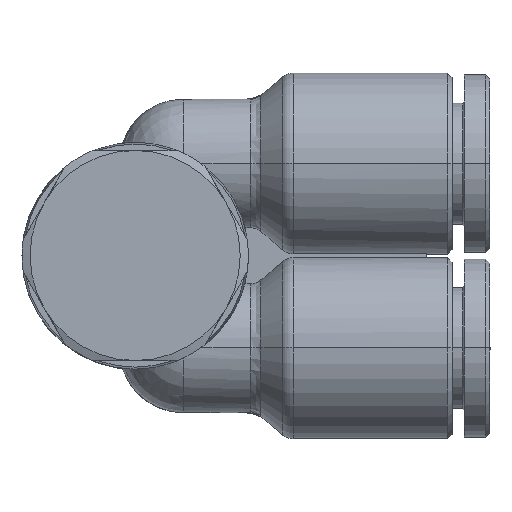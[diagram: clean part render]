
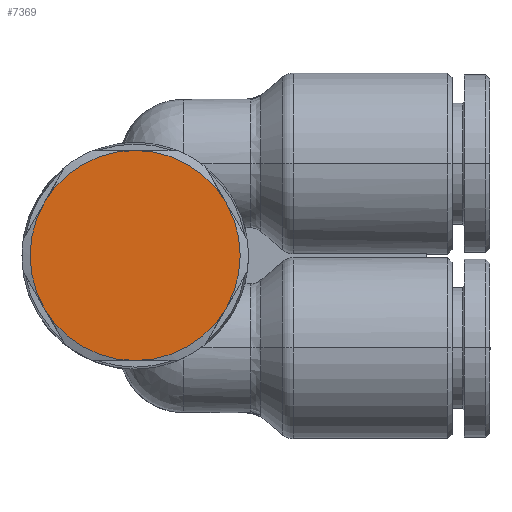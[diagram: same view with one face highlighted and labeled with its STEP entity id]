
A CAD part, top view. The second image highlights one B-rep face of the part: STEP entity #7369.
In plain terms, the highlighted planar face has unit normal (0, 0, 1).
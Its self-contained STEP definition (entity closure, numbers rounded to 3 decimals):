
#6746=CARTESIAN_POINT('',(-1.,12.2,9.75));
#6747=VERTEX_POINT('',#6746);
#6770=CARTESIAN_POINT('',(-6.629,8.95,9.75));
#6771=VERTEX_POINT('',#6770);
#6785=CARTESIAN_POINT('',(-1.,5.7,9.75));
#6786=DIRECTION('',(0.0,0.0,1.0));
#6787=DIRECTION('',(0.0,-1.0,0.0));
#6788=AXIS2_PLACEMENT_3D('',#6785,#6786,#6787);
#6789=CIRCLE('',#6788,6.5);
#6790=EDGE_CURVE('',#6747,#6771,#6789,.T.);
#6800=CARTESIAN_POINT('',(-6.629,2.45,9.75));
#6801=VERTEX_POINT('',#6800);
#6817=CARTESIAN_POINT('',(-1.,5.7,9.75));
#6818=DIRECTION('',(0.0,0.0,1.0));
#6819=DIRECTION('',(0.0,-1.0,0.0));
#6820=AXIS2_PLACEMENT_3D('',#6817,#6818,#6819);
#6821=CIRCLE('',#6820,6.5);
#6822=EDGE_CURVE('',#6771,#6801,#6821,.T.);
#6856=CARTESIAN_POINT('',(4.629,8.95,9.75));
#6857=VERTEX_POINT('',#6856);
#6893=CARTESIAN_POINT('',(-1.,5.7,9.75));
#6894=DIRECTION('',(0.0,0.0,1.0));
#6895=DIRECTION('',(0.0,-1.0,0.0));
#6896=AXIS2_PLACEMENT_3D('',#6893,#6894,#6895);
#6897=CIRCLE('',#6896,6.5);
#6898=EDGE_CURVE('',#6857,#6747,#6897,.T.);
#6910=CARTESIAN_POINT('',(4.629,2.45,9.75));
#6911=VERTEX_POINT('',#6910);
#6947=CARTESIAN_POINT('',(-1.,5.7,9.75));
#6948=DIRECTION('',(0.0,0.0,1.0));
#6949=DIRECTION('',(0.0,-1.0,0.0));
#6950=AXIS2_PLACEMENT_3D('',#6947,#6948,#6949);
#6951=CIRCLE('',#6950,6.5);
#6952=EDGE_CURVE('',#6911,#6857,#6951,.T.);
#6962=CARTESIAN_POINT('',(-1.,-0.8,9.75));
#6963=VERTEX_POINT('',#6962);
#6979=CARTESIAN_POINT('',(-1.,5.7,9.75));
#6980=DIRECTION('',(0.0,0.0,1.0));
#6981=DIRECTION('',(0.0,-1.0,0.0));
#6982=AXIS2_PLACEMENT_3D('',#6979,#6980,#6981);
#6983=CIRCLE('',#6982,6.5);
#6984=EDGE_CURVE('',#6801,#6963,#6983,.T.);
#7053=CARTESIAN_POINT('',(-1.,5.7,9.75));
#7054=DIRECTION('',(0.0,0.0,1.0));
#7055=DIRECTION('',(0.0,-1.0,0.0));
#7056=AXIS2_PLACEMENT_3D('',#7053,#7054,#7055);
#7057=CIRCLE('',#7056,6.5);
#7058=EDGE_CURVE('',#6963,#6911,#7057,.T.);
#7356=CARTESIAN_POINT('',(-1.,5.7,9.75));
#7357=DIRECTION('',(0.0,0.0,-1.0));
#7358=DIRECTION('',(0.0,1.0,0.0));
#7359=AXIS2_PLACEMENT_3D('',#7356,#7357,#7358);
#7360=PLANE('',#7359);
#7361=ORIENTED_EDGE('',*,*,#6822,.T.);
#7362=ORIENTED_EDGE('',*,*,#6984,.T.);
#7363=ORIENTED_EDGE('',*,*,#7058,.T.);
#7364=ORIENTED_EDGE('',*,*,#6952,.T.);
#7365=ORIENTED_EDGE('',*,*,#6898,.T.);
#7366=ORIENTED_EDGE('',*,*,#6790,.T.);
#7367=EDGE_LOOP('',(#7361,#7362,#7363,#7364,#7365,#7366));
#7368=FACE_OUTER_BOUND('',#7367,.T.);
#7369=ADVANCED_FACE('',(#7368),#7360,.F.);
